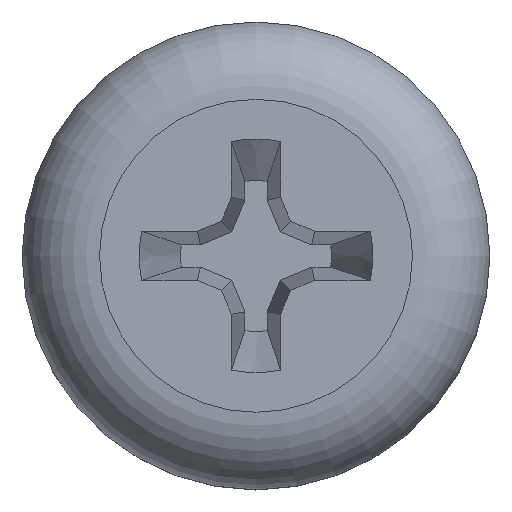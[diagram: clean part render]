
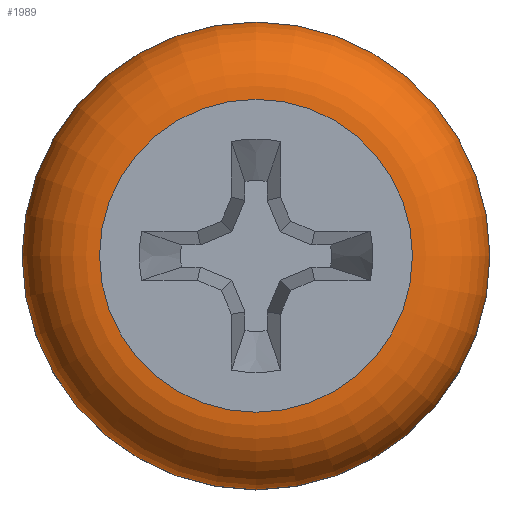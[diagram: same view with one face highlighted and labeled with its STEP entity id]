
A CAD part, top view. The second image highlights one B-rep face of the part: STEP entity #1989.
In plain terms, the highlighted toroidal (fillet/blend) face has major radius 3.178 mm and minor radius 1.573 mm.
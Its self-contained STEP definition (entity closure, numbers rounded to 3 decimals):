
#39=TOROIDAL_SURFACE('',#2124,3.178,1.573);
#205=FACE_OUTER_BOUND('',#311,.T.);
#311=EDGE_LOOP('',(#1531,#1532,#1533,#1534,#1535,#1536,#1537));
#350=CIRCLE('',#2125,4.75);
#351=CIRCLE('',#2126,4.75);
#352=CIRCLE('',#2127,1.573);
#353=CIRCLE('',#2128,3.178);
#354=CIRCLE('',#2129,3.178);
#355=CIRCLE('',#2130,4.75);
#857=VERTEX_POINT('',#11768);
#858=VERTEX_POINT('',#11769);
#859=VERTEX_POINT('',#11771);
#860=VERTEX_POINT('',#11773);
#861=VERTEX_POINT('',#11775);
#1143=EDGE_CURVE('',#857,#858,#350,.T.);
#1144=EDGE_CURVE('',#859,#857,#351,.T.);
#1145=EDGE_CURVE('',#859,#860,#352,.T.);
#1146=EDGE_CURVE('',#860,#861,#353,.T.);
#1147=EDGE_CURVE('',#861,#860,#354,.T.);
#1148=EDGE_CURVE('',#858,#859,#355,.T.);
#1531=ORIENTED_EDGE('',*,*,#1143,.F.);
#1532=ORIENTED_EDGE('',*,*,#1144,.F.);
#1533=ORIENTED_EDGE('',*,*,#1145,.T.);
#1534=ORIENTED_EDGE('',*,*,#1146,.T.);
#1535=ORIENTED_EDGE('',*,*,#1147,.T.);
#1536=ORIENTED_EDGE('',*,*,#1145,.F.);
#1537=ORIENTED_EDGE('',*,*,#1148,.F.);
#1989=ADVANCED_FACE('',(#205),#39,.T.);
#2124=AXIS2_PLACEMENT_3D('',#11767,#2416,#2417);
#2125=AXIS2_PLACEMENT_3D('',#11770,#2418,#2419);
#2126=AXIS2_PLACEMENT_3D('',#11772,#2420,#2421);
#2127=AXIS2_PLACEMENT_3D('',#11774,#2422,#2423);
#2128=AXIS2_PLACEMENT_3D('',#11776,#2424,#2425);
#2129=AXIS2_PLACEMENT_3D('',#11777,#2426,#2427);
#2130=AXIS2_PLACEMENT_3D('',#11778,#2428,#2429);
#2416=DIRECTION('center_axis',(0.,0.,-1.));
#2417=DIRECTION('ref_axis',(0.,1.,0.));
#2418=DIRECTION('center_axis',(0.,0.,-1.));
#2419=DIRECTION('ref_axis',(0.,1.,0.));
#2420=DIRECTION('center_axis',(0.,0.,-1.));
#2421=DIRECTION('ref_axis',(0.,1.,0.));
#2422=DIRECTION('center_axis',(-1.,0.,0.));
#2423=DIRECTION('ref_axis',(0.,-1.,0.));
#2424=DIRECTION('center_axis',(0.,0.,-1.));
#2425=DIRECTION('ref_axis',(0.,1.,0.));
#2426=DIRECTION('center_axis',(0.,0.,-1.));
#2427=DIRECTION('ref_axis',(0.,1.,0.));
#2428=DIRECTION('center_axis',(0.,0.,-1.));
#2429=DIRECTION('ref_axis',(0.,1.,0.));
#11767=CARTESIAN_POINT('Origin',(0.,0.,2.128));
#11768=CARTESIAN_POINT('',(-4.75,0.,2.128));
#11769=CARTESIAN_POINT('',(4.75,0.,2.128));
#11770=CARTESIAN_POINT('Origin',(0.,0.,2.128));
#11771=CARTESIAN_POINT('',(0.,-4.75,2.128));
#11772=CARTESIAN_POINT('Origin',(0.,0.,2.128));
#11773=CARTESIAN_POINT('',(0.,-3.178,3.7));
#11774=CARTESIAN_POINT('Origin',(0.,-3.178,2.128));
#11775=CARTESIAN_POINT('',(0.,3.178,3.7));
#11776=CARTESIAN_POINT('Origin',(0.,0.,3.7));
#11777=CARTESIAN_POINT('Origin',(0.,0.,3.7));
#11778=CARTESIAN_POINT('Origin',(0.,0.,2.128));
